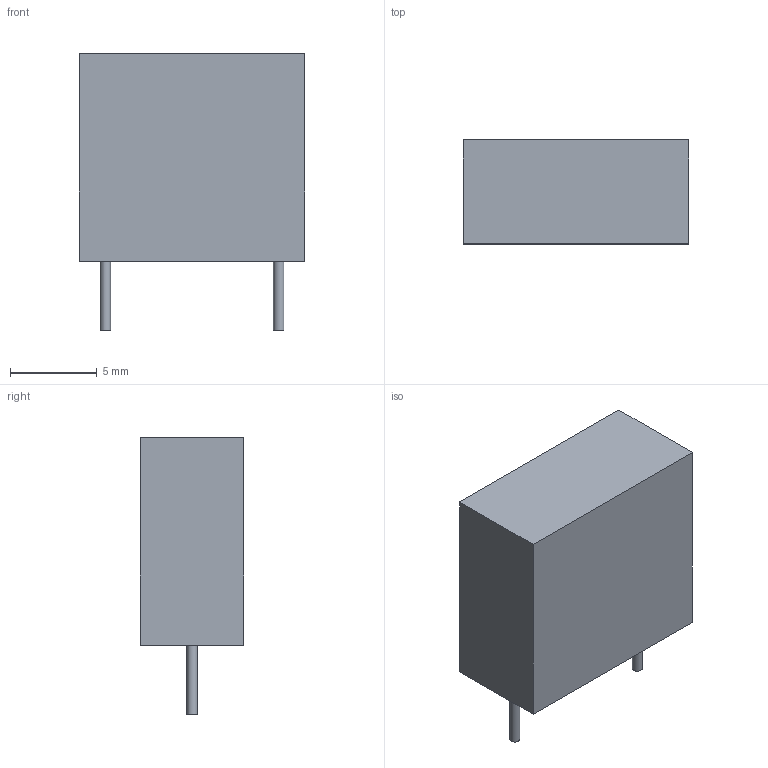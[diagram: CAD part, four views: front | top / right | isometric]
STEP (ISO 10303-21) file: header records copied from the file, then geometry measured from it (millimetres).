
FILE_DESCRIPTION(/* description */ (''),/* implementation_level */ '2;1');
FILE_NAME(/* name */ 'CAP_Rad_13x6mm.step',/* time_stamp */ '2019-11-19T20:26:28-05:00',/* author */ (''),/* organization */ (''),/* preprocessor_version */ 'ST-DEVELOPER v18',/* originating_system */ 'Autodesk Translation Framework v8.12.0.6',/* authorisation */ '');
FILE_SCHEMA (('AUTOMOTIVE_DESIGN { 1 0 10303 214 3 1 1 }'));
Length unit declared in the file: millimetre
Products named in the file (3): CAP_Rad_13x6mm; Body; Pins
Assembly tree (2 placements, depth 2):
  CAP_Rad_13x6mm
    Body
    Pins
Bounding box: 13 x 6 x 16 mm (x, y, z)
Volume: 938.3 mm3; surface area: 628.2 mm2
Topology: 3 solids, 3 shells, 12 faces, 18 edges, 12 vertices
Faces by surface type: plane 10, cylinder 2
Full cylindrical faces by diameter (mm): 0.6 x2
Entity records: 380 total; most frequent: DIRECTION 58, CARTESIAN_POINT 48, ORIENTED_EDGE 36, AXIS2_PLACEMENT_3D 22, EDGE_CURVE 18, LINE 14, VECTOR 14, FACE_OUTER_BOUND 12
